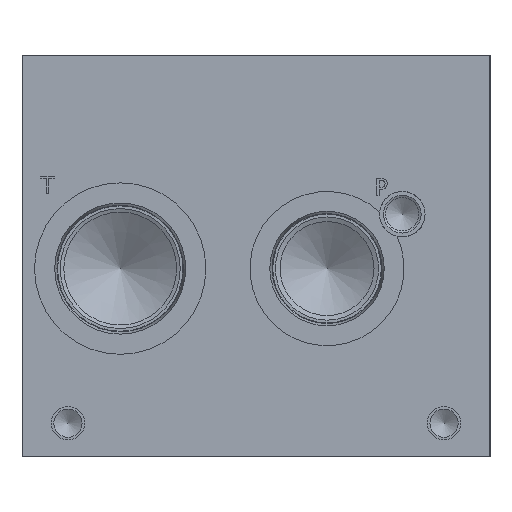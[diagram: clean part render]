
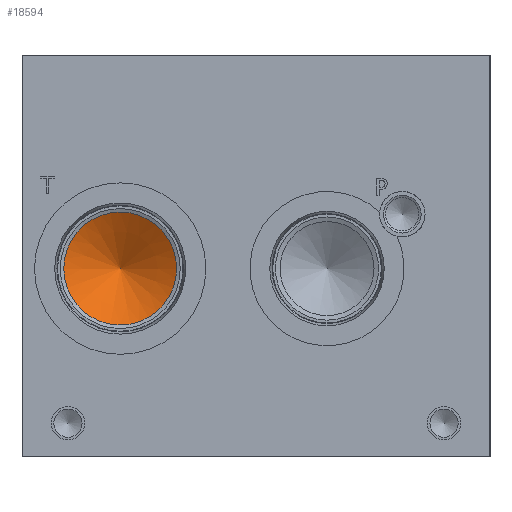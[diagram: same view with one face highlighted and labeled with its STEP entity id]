
A CAD part, left-side view. The second image highlights one B-rep face of the part: STEP entity #18594.
In plain terms, the highlighted conical face has half-angle 60 degrees and reference radius 10.719 mm.
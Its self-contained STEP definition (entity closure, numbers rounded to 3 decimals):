
#129=CONICAL_SURFACE('',#19971,10.719,1.047);
#1090=CIRCLE('',#19972,21.438);
#1091=CIRCLE('',#19973,21.438);
#2666=FACE_OUTER_BOUND('',#3781,.T.);
#3781=EDGE_LOOP('',(#16314,#16315,#16316,#16317));
#5417=LINE('',#32228,#6985);
#6985=VECTOR('',#24254,10.719);
#8773=VERTEX_POINT('',#32224);
#8774=VERTEX_POINT('',#32225);
#8775=VERTEX_POINT('',#32227);
#11341=EDGE_CURVE('',#8773,#8774,#1090,.T.);
#11342=EDGE_CURVE('',#8774,#8775,#5417,.T.);
#11343=EDGE_CURVE('',#8774,#8773,#1091,.T.);
#16314=ORIENTED_EDGE('',*,*,#11341,.T.);
#16315=ORIENTED_EDGE('',*,*,#11342,.T.);
#16316=ORIENTED_EDGE('',*,*,#11342,.F.);
#16317=ORIENTED_EDGE('',*,*,#11343,.T.);
#18594=ADVANCED_FACE('',(#2666),#129,.F.);
#19971=AXIS2_PLACEMENT_3D('',#32223,#24250,#24251);
#19972=AXIS2_PLACEMENT_3D('',#32226,#24252,#24253);
#19973=AXIS2_PLACEMENT_3D('',#32229,#24255,#24256);
#24250=DIRECTION('center_axis',(-1.,0.,0.));
#24251=DIRECTION('ref_axis',(0.,1.,0.));
#24252=DIRECTION('center_axis',(-1.,0.,0.));
#24253=DIRECTION('ref_axis',(0.,1.,0.));
#24254=DIRECTION('',(0.5,0.866,0.));
#24255=DIRECTION('center_axis',(-1.,0.,0.));
#24256=DIRECTION('ref_axis',(0.,1.,0.));
#32223=CARTESIAN_POINT('Origin',(42.965,140.487,71.425));
#32224=CARTESIAN_POINT('',(36.776,161.925,71.425));
#32225=CARTESIAN_POINT('',(36.776,119.05,71.425));
#32226=CARTESIAN_POINT('Origin',(36.776,140.487,71.425));
#32227=CARTESIAN_POINT('',(49.153,140.487,71.425));
#32228=CARTESIAN_POINT('',(42.965,129.769,71.425));
#32229=CARTESIAN_POINT('Origin',(36.776,140.487,71.425));
